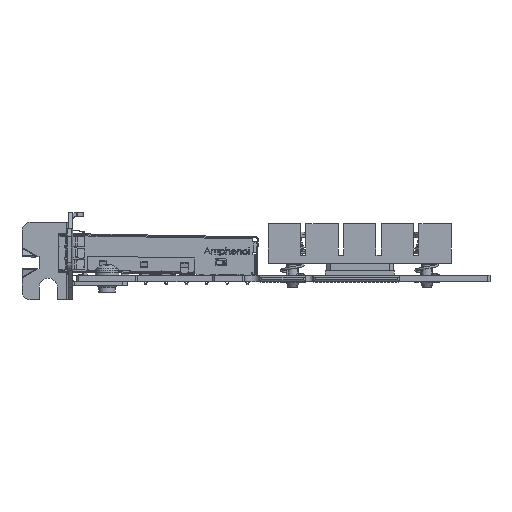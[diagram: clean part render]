
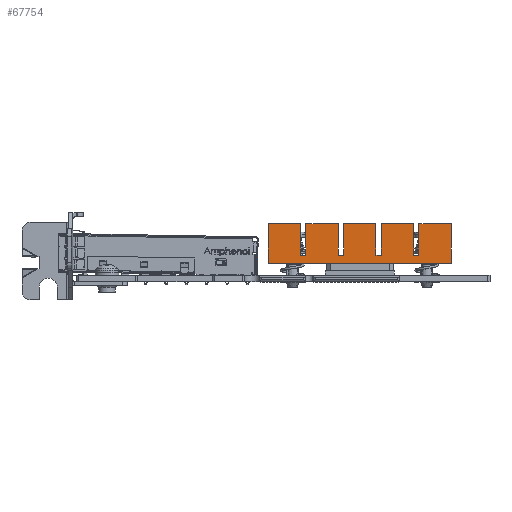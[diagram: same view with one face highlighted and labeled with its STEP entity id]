
A CAD part, front view. The second image highlights one B-rep face of the part: STEP entity #67754.
In plain terms, the highlighted face is planar.
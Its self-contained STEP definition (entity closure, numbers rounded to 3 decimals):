
#7758=FACE_OUTER_BOUND('',#11674,.T.);
#11674=EDGE_LOOP('',(#58461,#58462,#58463,#58464,#58465,#58466,#58467,#58468,
#58469,#58470,#58471,#58472,#58473,#58474,#58475,#58476,#58477,#58478,#58479,
#58480));
#18038=LINE('',#117306,#24763);
#18062=LINE('',#117359,#24787);
#18077=LINE('',#117389,#24802);
#18098=LINE('',#117432,#24823);
#18122=LINE('',#117485,#24847);
#18137=LINE('',#117515,#24862);
#18158=LINE('',#117558,#24883);
#18182=LINE('',#117611,#24907);
#18197=LINE('',#117641,#24922);
#18218=LINE('',#117684,#24943);
#18242=LINE('',#117737,#24967);
#18257=LINE('',#117767,#24982);
#18354=LINE('',#117944,#25079);
#18355=LINE('',#117947,#25080);
#18359=LINE('',#117953,#25084);
#18360=LINE('',#117955,#25085);
#18364=LINE('',#117962,#25089);
#18370=LINE('',#117974,#25095);
#18396=LINE('',#118021,#25121);
#18397=LINE('',#118022,#25122);
#24763=VECTOR('',#89674,7.75);
#24787=VECTOR('',#89710,1.3);
#24802=VECTOR('',#89735,7.75);
#24823=VECTOR('',#89770,7.75);
#24847=VECTOR('',#89806,1.3);
#24862=VECTOR('',#89831,7.75);
#24883=VECTOR('',#89866,7.75);
#24907=VECTOR('',#89902,1.3);
#24922=VECTOR('',#89927,7.75);
#24943=VECTOR('',#89962,7.75);
#24967=VECTOR('',#89998,1.3);
#24982=VECTOR('',#90023,7.75);
#25079=VECTOR('',#90194,7.96);
#25080=VECTOR('',#90197,7.96);
#25084=VECTOR('',#90203,7.96);
#25085=VECTOR('',#90206,7.96);
#25089=VECTOR('',#90212,7.96);
#25095=VECTOR('',#90222,45.);
#25121=VECTOR('',#90270,9.75);
#25122=VECTOR('',#90271,9.75);
#30946=VERTEX_POINT('',#117304);
#30947=VERTEX_POINT('',#117305);
#30970=VERTEX_POINT('',#117358);
#30980=VERTEX_POINT('',#117388);
#30994=VERTEX_POINT('',#117430);
#30995=VERTEX_POINT('',#117431);
#31018=VERTEX_POINT('',#117484);
#31028=VERTEX_POINT('',#117514);
#31042=VERTEX_POINT('',#117556);
#31043=VERTEX_POINT('',#117557);
#31066=VERTEX_POINT('',#117610);
#31076=VERTEX_POINT('',#117640);
#31090=VERTEX_POINT('',#117682);
#31091=VERTEX_POINT('',#117683);
#31114=VERTEX_POINT('',#117736);
#31124=VERTEX_POINT('',#117766);
#31168=VERTEX_POINT('',#117946);
#31171=VERTEX_POINT('',#117960);
#31174=VERTEX_POINT('',#117970);
#31175=VERTEX_POINT('',#117972);
#39998=EDGE_CURVE('',#30946,#30947,#18038,.T.);
#40022=EDGE_CURVE('',#30970,#30946,#18062,.T.);
#40037=EDGE_CURVE('',#30980,#30970,#18077,.T.);
#40058=EDGE_CURVE('',#30994,#30995,#18098,.T.);
#40082=EDGE_CURVE('',#31018,#30994,#18122,.T.);
#40097=EDGE_CURVE('',#31028,#31018,#18137,.T.);
#40118=EDGE_CURVE('',#31042,#31043,#18158,.T.);
#40142=EDGE_CURVE('',#31066,#31042,#18182,.T.);
#40157=EDGE_CURVE('',#31076,#31066,#18197,.T.);
#40178=EDGE_CURVE('',#31090,#31091,#18218,.T.);
#40202=EDGE_CURVE('',#31114,#31090,#18242,.T.);
#40217=EDGE_CURVE('',#31124,#31114,#18257,.T.);
#40314=EDGE_CURVE('',#31043,#31124,#18354,.T.);
#40315=EDGE_CURVE('',#31168,#31028,#18355,.T.);
#40319=EDGE_CURVE('',#30995,#31076,#18359,.T.);
#40320=EDGE_CURVE('',#31091,#30980,#18360,.T.);
#40324=EDGE_CURVE('',#30947,#31171,#18364,.T.);
#40330=EDGE_CURVE('',#31175,#31174,#18370,.T.);
#40356=EDGE_CURVE('',#31171,#31174,#18396,.T.);
#40357=EDGE_CURVE('',#31175,#31168,#18397,.T.);
#58461=ORIENTED_EDGE('',*,*,#39998,.T.);
#58462=ORIENTED_EDGE('',*,*,#40324,.T.);
#58463=ORIENTED_EDGE('',*,*,#40356,.T.);
#58464=ORIENTED_EDGE('',*,*,#40330,.F.);
#58465=ORIENTED_EDGE('',*,*,#40357,.T.);
#58466=ORIENTED_EDGE('',*,*,#40315,.T.);
#58467=ORIENTED_EDGE('',*,*,#40097,.T.);
#58468=ORIENTED_EDGE('',*,*,#40082,.T.);
#58469=ORIENTED_EDGE('',*,*,#40058,.T.);
#58470=ORIENTED_EDGE('',*,*,#40319,.T.);
#58471=ORIENTED_EDGE('',*,*,#40157,.T.);
#58472=ORIENTED_EDGE('',*,*,#40142,.T.);
#58473=ORIENTED_EDGE('',*,*,#40118,.T.);
#58474=ORIENTED_EDGE('',*,*,#40314,.T.);
#58475=ORIENTED_EDGE('',*,*,#40217,.T.);
#58476=ORIENTED_EDGE('',*,*,#40202,.T.);
#58477=ORIENTED_EDGE('',*,*,#40178,.T.);
#58478=ORIENTED_EDGE('',*,*,#40320,.T.);
#58479=ORIENTED_EDGE('',*,*,#40037,.T.);
#58480=ORIENTED_EDGE('',*,*,#40022,.T.);
#61945=PLANE('',#73333);
#67754=ADVANCED_FACE('',(#7758),#61945,.T.);
#73333=AXIS2_PLACEMENT_3D('',#118020,#90268,#90269);
#89674=DIRECTION('',(0.,1.,0.));
#89710=DIRECTION('',(0.,0.,1.));
#89735=DIRECTION('',(0.,-1.,0.));
#89770=DIRECTION('',(0.,1.,0.));
#89806=DIRECTION('',(0.,0.,1.));
#89831=DIRECTION('',(0.,-1.,0.));
#89866=DIRECTION('',(0.,1.,0.));
#89902=DIRECTION('',(0.,0.,1.));
#89927=DIRECTION('',(0.,-1.,0.));
#89962=DIRECTION('',(0.,1.,0.));
#89998=DIRECTION('',(0.,0.,1.));
#90023=DIRECTION('',(0.,-1.,0.));
#90194=DIRECTION('',(0.,0.,1.));
#90197=DIRECTION('',(0.,0.,1.));
#90203=DIRECTION('',(0.,0.,1.));
#90206=DIRECTION('',(0.,0.,1.));
#90212=DIRECTION('',(0.,0.,1.));
#90222=DIRECTION('',(0.,0.,1.));
#90268=DIRECTION('center_axis',(1.,0.,0.));
#90269=DIRECTION('ref_axis',(0.,0.,-1.));
#90270=DIRECTION('',(0.,-1.,0.));
#90271=DIRECTION('',(0.,1.,0.));
#117304=CARTESIAN_POINT('',(12.18,2.,37.04));
#117305=CARTESIAN_POINT('',(12.18,9.75,37.04));
#117306=CARTESIAN_POINT('',(12.18,2.,37.04));
#117358=CARTESIAN_POINT('',(12.18,2.,35.74));
#117359=CARTESIAN_POINT('',(12.18,2.,35.74));
#117388=CARTESIAN_POINT('',(12.18,9.75,35.74));
#117389=CARTESIAN_POINT('',(12.18,9.75,35.74));
#117430=CARTESIAN_POINT('',(12.18,2.,9.26));
#117431=CARTESIAN_POINT('',(12.18,9.75,9.26));
#117432=CARTESIAN_POINT('',(12.18,2.,9.26));
#117484=CARTESIAN_POINT('',(12.18,2.,7.96));
#117485=CARTESIAN_POINT('',(12.18,2.,7.96));
#117514=CARTESIAN_POINT('',(12.18,9.75,7.96));
#117515=CARTESIAN_POINT('',(12.18,9.75,7.96));
#117556=CARTESIAN_POINT('',(12.18,2.,18.52));
#117557=CARTESIAN_POINT('',(12.18,9.75,18.52));
#117558=CARTESIAN_POINT('',(12.18,2.,18.52));
#117610=CARTESIAN_POINT('',(12.18,2.,17.22));
#117611=CARTESIAN_POINT('',(12.18,2.,17.22));
#117640=CARTESIAN_POINT('',(12.18,9.75,17.22));
#117641=CARTESIAN_POINT('',(12.18,9.75,17.22));
#117682=CARTESIAN_POINT('',(12.18,2.,27.78));
#117683=CARTESIAN_POINT('',(12.18,9.75,27.78));
#117684=CARTESIAN_POINT('',(12.18,2.,27.78));
#117736=CARTESIAN_POINT('',(12.18,2.,26.48));
#117737=CARTESIAN_POINT('',(12.18,2.,26.48));
#117766=CARTESIAN_POINT('',(12.18,9.75,26.48));
#117767=CARTESIAN_POINT('',(12.18,9.75,26.48));
#117944=CARTESIAN_POINT('',(12.18,9.75,18.52));
#117946=CARTESIAN_POINT('',(12.18,9.75,0.));
#117947=CARTESIAN_POINT('',(12.18,9.75,0.));
#117953=CARTESIAN_POINT('',(12.18,9.75,9.26));
#117955=CARTESIAN_POINT('',(12.18,9.75,27.78));
#117960=CARTESIAN_POINT('',(12.18,9.75,45.));
#117962=CARTESIAN_POINT('',(12.18,9.75,37.04));
#117970=CARTESIAN_POINT('',(12.18,0.,45.));
#117972=CARTESIAN_POINT('',(12.18,0.,0.));
#117974=CARTESIAN_POINT('',(12.18,0.,0.));
#118020=CARTESIAN_POINT('Origin',(12.18,9.75,0.));
#118021=CARTESIAN_POINT('',(12.18,9.75,45.));
#118022=CARTESIAN_POINT('',(12.18,0.,0.));
